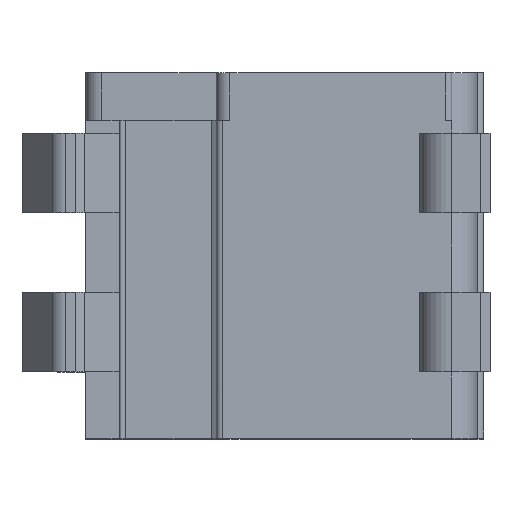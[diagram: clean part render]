
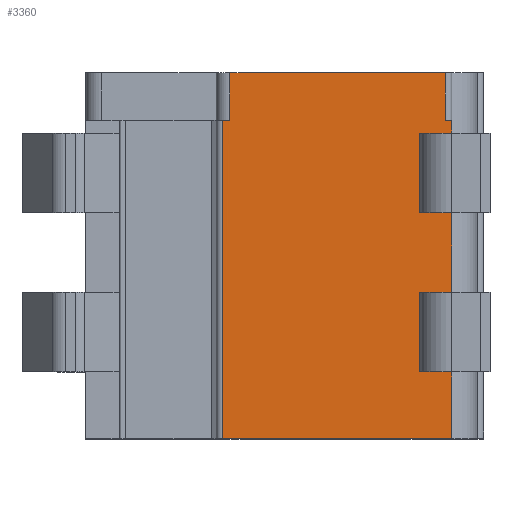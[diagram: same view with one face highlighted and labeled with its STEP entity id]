
A CAD part, top view. The second image highlights one B-rep face of the part: STEP entity #3360.
In plain terms, the highlighted planar face has unit normal (0, 0, 1).
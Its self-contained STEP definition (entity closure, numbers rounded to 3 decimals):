
#590=DIRECTION('',(0.,1.,0.));
#591=VECTOR('',#590,2.1);
#592=CARTESIAN_POINT('',(6.13,-10.,3.476));
#593=LINE('',#592,#591);
#606=DIRECTION('',(0.,1.,0.));
#607=VECTOR('',#606,2.5);
#608=CARTESIAN_POINT('',(6.13,-5.4,3.476));
#609=LINE('',#608,#607);
#622=DIRECTION('',(0.,-1.,0.));
#623=VECTOR('',#622,0.4);
#624=CARTESIAN_POINT('',(6.13,0.,3.477));
#625=LINE('',#624,#623);
#626=DIRECTION('',(0.,1.,0.));
#627=VECTOR('',#626,1.5);
#628=CARTESIAN_POINT('',(5.93,0.,3.477));
#629=LINE('',#628,#627);
#650=CARTESIAN_POINT('',(-0.869,0.,3.477));
#651=CARTESIAN_POINT('',(-0.864,0.,3.477));
#652=CARTESIAN_POINT('',(-0.853,0.,3.476));
#653=CARTESIAN_POINT('',(-0.843,0.,3.477));
#654=CARTESIAN_POINT('',(-0.837,0.,3.477));
#656=DIRECTION('',(0.,1.,0.));
#657=VECTOR('',#656,1.5);
#658=CARTESIAN_POINT('',(-0.837,0.,3.477));
#659=LINE('',#658,#657);
#660=DIRECTION('',(1.,0.,0.));
#661=VECTOR('',#660,0.2);
#662=CARTESIAN_POINT('',(5.93,0.,3.477));
#663=LINE('',#662,#661);
#664=DIRECTION('',(-1.,0.,0.));
#665=VECTOR('',#664,1.);
#666=CARTESIAN_POINT('',(6.13,-0.4,3.477));
#667=LINE('',#666,#665);
#668=DIRECTION('',(-1.,0.,0.));
#669=VECTOR('',#668,1.);
#670=CARTESIAN_POINT('',(6.13,-5.4,3.476));
#671=LINE('',#670,#669);
#672=DIRECTION('',(-1.,0.,0.));
#673=VECTOR('',#672,7.2);
#674=CARTESIAN_POINT('',(6.13,-10.,3.476));
#675=LINE('',#674,#673);
#676=DIRECTION('',(0.,-1.,0.));
#677=VECTOR('',#676,10.);
#678=CARTESIAN_POINT('',(-1.07,0.,3.477));
#679=LINE('',#678,#677);
#680=DIRECTION('',(1.,0.,0.));
#681=VECTOR('',#680,0.17);
#682=CARTESIAN_POINT('',(-1.07,0.,3.477));
#683=LINE('',#682,#681);
#684=CARTESIAN_POINT('',(-0.9,0.,3.477));
#685=CARTESIAN_POINT('',(-0.895,0.,3.477));
#686=CARTESIAN_POINT('',(-0.884,0.,3.476));
#687=CARTESIAN_POINT('',(-0.874,0.,3.477));
#688=CARTESIAN_POINT('',(-0.869,0.,3.477));
#694=DIRECTION('',(-1.,0.,0.));
#695=VECTOR('',#694,1.);
#696=CARTESIAN_POINT('',(6.13,-2.9,3.476));
#697=LINE('',#696,#695);
#707=DIRECTION('',(0.,-1.,0.));
#708=VECTOR('',#707,2.5);
#709=CARTESIAN_POINT('',(5.13,-5.4,3.476));
#710=LINE('',#709,#708);
#723=DIRECTION('',(0.,-1.,0.));
#724=VECTOR('',#723,2.5);
#725=CARTESIAN_POINT('',(5.13,-0.4,3.477));
#726=LINE('',#725,#724);
#727=DIRECTION('',(-1.,0.,0.001));
#728=VECTOR('',#727,1.);
#729=CARTESIAN_POINT('',(6.13,-7.9,3.476));
#730=LINE('',#729,#728);
#1279=DIRECTION('',(1.,0.,0.));
#1280=VECTOR('',#1279,6.767);
#1281=CARTESIAN_POINT('',(-0.837,1.5,3.477));
#1282=LINE('',#1281,#1280);
#1703=CARTESIAN_POINT('',(-1.07,0.,3.477));
#1705=VERTEX_POINT('',#1703);
#1753=CARTESIAN_POINT('',(-1.07,-10.,3.477));
#1755=VERTEX_POINT('',#1753);
#1814=CARTESIAN_POINT('',(5.13,-2.9,3.476));
#1816=VERTEX_POINT('',#1814);
#1818=CARTESIAN_POINT('',(5.13,-5.4,3.476));
#1820=VERTEX_POINT('',#1818);
#1846=CARTESIAN_POINT('',(6.13,-2.9,3.476));
#1847=VERTEX_POINT('',#1846);
#1848=CARTESIAN_POINT('',(6.13,-5.4,3.476));
#1849=VERTEX_POINT('',#1848);
#1868=CARTESIAN_POINT('',(5.13,-7.9,3.476));
#1870=VERTEX_POINT('',#1868);
#1884=CARTESIAN_POINT('',(6.13,-7.9,3.476));
#1885=VERTEX_POINT('',#1884);
#1886=CARTESIAN_POINT('',(6.13,-10.,3.476));
#1887=VERTEX_POINT('',#1886);
#1943=CARTESIAN_POINT('',(5.13,-0.4,
3.477));
#1945=VERTEX_POINT('',#1943);
#1958=CARTESIAN_POINT('',(6.13,-0.4,
3.477));
#1959=VERTEX_POINT('',#1958);
#1960=CARTESIAN_POINT('',(6.13,0.,3.477));
#1961=VERTEX_POINT('',#1960);
#2147=CARTESIAN_POINT('',(-0.837,1.5,3.477));
#2149=VERTEX_POINT('',#2147);
#2150=CARTESIAN_POINT('',(5.93,1.5,3.477));
#2151=VERTEX_POINT('',#2150);
#2189=CARTESIAN_POINT('',(-0.9,0.,3.477));
#2191=VERTEX_POINT('',#2189);
#2192=VERTEX_POINT('',#688);
#2193=VERTEX_POINT('',#654);
#2194=CARTESIAN_POINT('',(5.93,0.,3.477));
#2196=VERTEX_POINT('',#2194);
#3323=CARTESIAN_POINT('',(-1.07,0.,3.477));
#3324=DIRECTION('',(0.,0.,1.));
#3325=DIRECTION('',(1.,0.,0.));
#3326=AXIS2_PLACEMENT_3D('',#3323,#3324,#3325);
#3327=PLANE('',#3326);
#3329=ORIENTED_EDGE('',*,*,#3328,.T.);
#3331=ORIENTED_EDGE('',*,*,#3330,.T.);
#3333=ORIENTED_EDGE('',*,*,#3332,.T.);
#3334=ORIENTED_EDGE('',*,*,#3268,.F.);
#3335=ORIENTED_EDGE('',*,*,#2277,.T.);
#3336=ORIENTED_EDGE('',*,*,#3257,.T.);
#3338=ORIENTED_EDGE('',*,*,#3337,.T.);
#3340=ORIENTED_EDGE('',*,*,#3339,.T.);
#3342=ORIENTED_EDGE('',*,*,#3341,.F.);
#3343=ORIENTED_EDGE('',*,*,#3249,.F.);
#3345=ORIENTED_EDGE('',*,*,#3344,.T.);
#3347=ORIENTED_EDGE('',*,*,#3346,.T.);
#3349=ORIENTED_EDGE('',*,*,#3348,.F.);
#3350=ORIENTED_EDGE('',*,*,#3241,.F.);
#3352=ORIENTED_EDGE('',*,*,#3351,.T.);
#3354=ORIENTED_EDGE('',*,*,#3353,.F.);
#3355=ORIENTED_EDGE('',*,*,#2259,.T.);
#3357=ORIENTED_EDGE('',*,*,#3356,.T.);
#3358=EDGE_LOOP('',(#3329,#3331,#3333,#3334,#3335,#3336,#3338,#3340,#3342,#3343,
#3345,#3347,#3349,#3350,#3352,#3354,#3355,#3357));
#3359=FACE_OUTER_BOUND('',#3358,.F.);
#3360=ADVANCED_FACE('',(#3359),#3327,.T.);
#655=B_SPLINE_CURVE_WITH_KNOTS('',3,(#650,#651,#652,#653,#654),.UNSPECIFIED.,
.F.,.F.,(4,1,4),(0.,0.5,1.),.UNSPECIFIED.);
#689=B_SPLINE_CURVE_WITH_KNOTS('',3,(#684,#685,#686,#687,#688),.UNSPECIFIED.,
.F.,.F.,(4,1,4),(0.,0.5,1.),.UNSPECIFIED.);
#2259=EDGE_CURVE('',#1705,#2191,#683,.T.);
#2277=EDGE_CURVE('',#2196,#1961,#663,.T.);
#3241=EDGE_CURVE('',#1887,#1885,#593,.T.);
#3249=EDGE_CURVE('',#1849,#1847,#609,.T.);
#3257=EDGE_CURVE('',#1961,#1959,#625,.T.);
#3268=EDGE_CURVE('',#2196,#2151,#629,.T.);
#3328=EDGE_CURVE('',#2192,#2193,#655,.T.);
#3330=EDGE_CURVE('',#2193,#2149,#659,.T.);
#3332=EDGE_CURVE('',#2149,#2151,#1282,.T.);
#3337=EDGE_CURVE('',#1959,#1945,#667,.T.);
#3339=EDGE_CURVE('',#1945,#1816,#726,.T.);
#3341=EDGE_CURVE('',#1847,#1816,#697,.T.);
#3344=EDGE_CURVE('',#1849,#1820,#671,.T.);
#3346=EDGE_CURVE('',#1820,#1870,#710,.T.);
#3348=EDGE_CURVE('',#1885,#1870,#730,.T.);
#3351=EDGE_CURVE('',#1887,#1755,#675,.T.);
#3353=EDGE_CURVE('',#1705,#1755,#679,.T.);
#3356=EDGE_CURVE('',#2191,#2192,#689,.T.);
